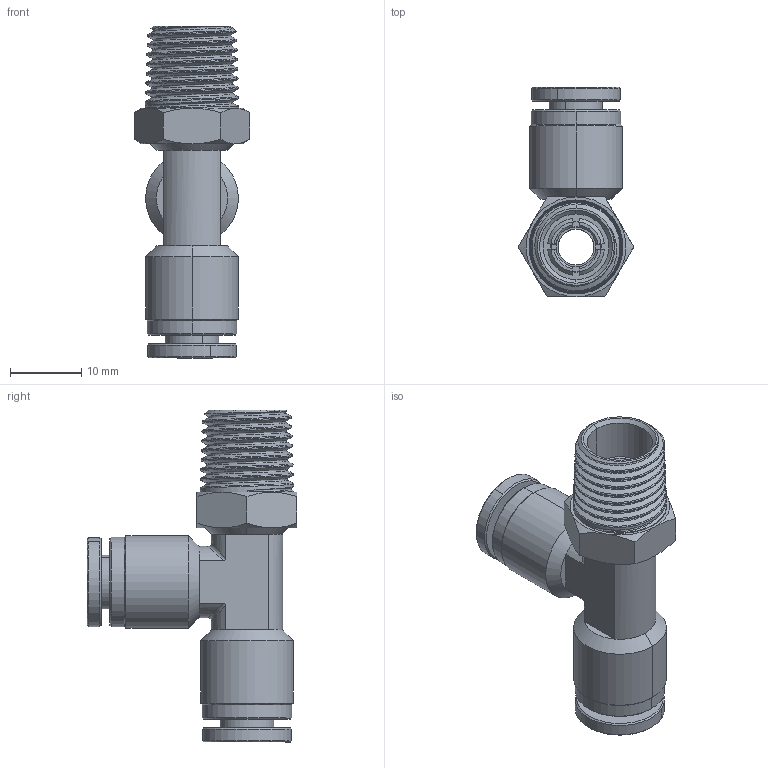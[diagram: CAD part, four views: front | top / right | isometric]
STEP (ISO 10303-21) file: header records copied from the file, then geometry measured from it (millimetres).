
FILE_DESCRIPTION (( 'STEP AP214' ), '1' );
FILE_NAME ('RTS6R1-4W.STEP', '2018-07-26T16:59:35', ( '' ), ( '' ), 'SwSTEP 2.0', 'SolidWorks 2016', '' );
FILE_SCHEMA (( 'AUTOMOTIVE_DESIGN' ));
Length unit declared in the file: millimetre
Products named in the file (1): RTS6R1-4W
Bounding box: 16.17 x 29.4 x 46.5 mm (x, y, z)
Volume: 4597.9 mm3; surface area: 8080.5 mm2
Topology: 12 solids, 12 shells, 774 faces, 2091 edges, 1355 vertices
Faces by surface type: plane 270, cone 266, cylinder 150, bspline 84, torus 4
Entity records: 40569 total; most frequent: CARTESIAN_POINT 13701, ORIENTED_EDGE 4182, DIRECTION 3389, EDGE_CURVE 2091, AXIS2_PLACEMENT_3D 1387, VERTEX_POINT 1355, EDGE_LOOP 814, UNCERTAINTY_MEASURE_WITH_UNIT 788
